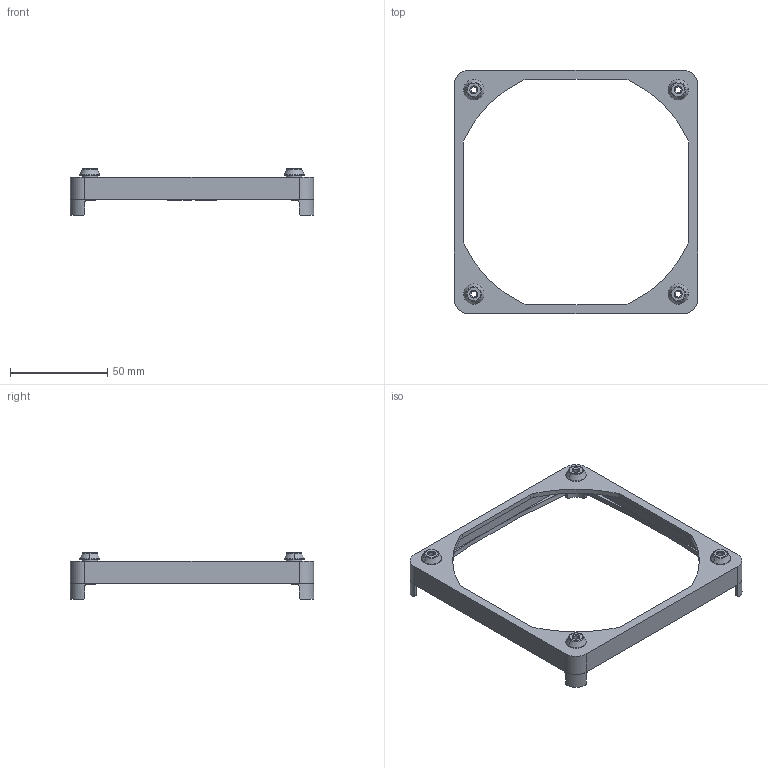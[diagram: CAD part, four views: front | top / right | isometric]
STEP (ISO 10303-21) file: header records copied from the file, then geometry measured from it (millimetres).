
FILE_DESCRIPTION((''),'2;1');
FILE_NAME('LM-119-60-10 ov.stp','2005-06-20T10:10:40',(''),(''),'Mechanical Desktop.R8.0.24.0','Mechanical Desktop.R8.0.24.0',', , ');
FILE_SCHEMA(('CONFIG_CONTROL_DESIGN'));
Length unit declared in the file: millimetre
Products named in the file (2): LM-119-60-10 OVA; LM-119-60-10 OV
Assembly tree (1 placements, depth 2):
  LM-119-60-10 OVA
    LM-119-60-10 OV
Bounding box: 125 x 125 x 24 mm (x, y, z)
Volume: 24960.3 mm3; surface area: 20938.2 mm2
Topology: 1 solids, 1 shells, 1293 faces, 3583 edges, 2353 vertices
Faces by surface type: bspline 826, plane 288, cylinder 119, torus 28, sphere 16, cone 16
Entity records: 46541 total; most frequent: CARTESIAN_POINT 18941, ORIENTED_EDGE 7134, EDGE_CURVE 3567, DIRECTION 3168, VERTEX_POINT 2353, B_SPLINE_CURVE_WITH_KNOTS 1668, VECTOR 1568, LINE 1568
